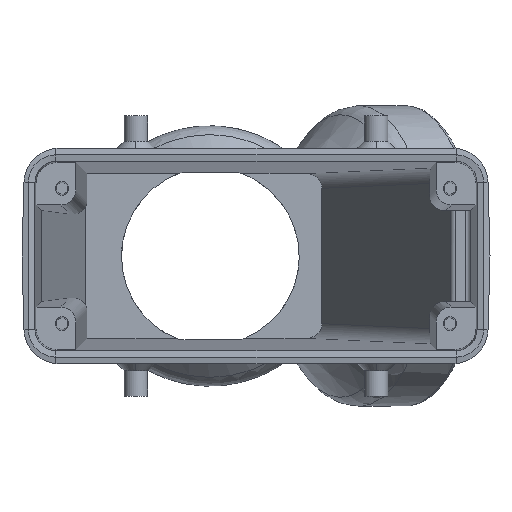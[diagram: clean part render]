
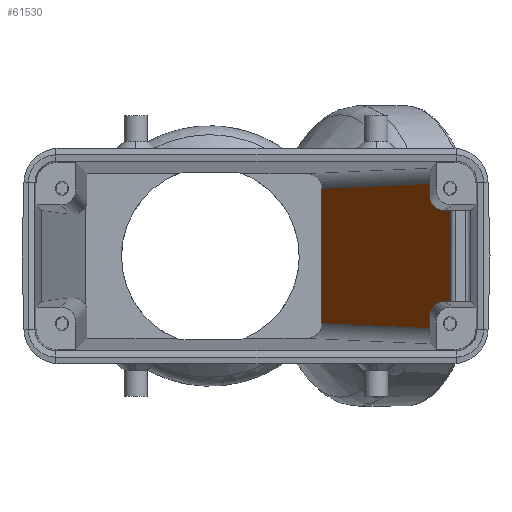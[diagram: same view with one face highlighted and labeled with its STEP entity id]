
A CAD part, front view. The second image highlights one B-rep face of the part: STEP entity #61530.
In plain terms, the highlighted planar face has unit normal (-0.887, -0.462, 0).
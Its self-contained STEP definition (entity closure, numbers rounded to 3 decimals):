
#11230=CARTESIAN_POINT('',(89.594,144.108,
-5.047));
#11240=VERTEX_POINT('',#11230);
#11270=CARTESIAN_POINT('',(89.594,144.108,0.));
#11280=DIRECTION('',(0.,0.,-1.));
#11290=VECTOR('',#11280,1.);
#11300=LINE('',#11270,#11290);
#11310=CARTESIAN_POINT('',(89.594,144.108,
-2.515));
#11320=VERTEX_POINT('',#11310);
#11330=EDGE_CURVE('',#11320,#11240,#11300,.T.);
#15430=CARTESIAN_POINT('',(89.594,144.108,
-28.953));
#15440=VERTEX_POINT('',#15430);
#15470=CARTESIAN_POINT('',(92.735,138.074,
-29.095));
#15480=DIRECTION('',(-0.887,-0.462,-0.));
#15490=DIRECTION('',(-0.462,0.887,
0.026));
#15500=AXIS2_PLACEMENT_3D('',#15470,#15480,#15490);
#15510=ELLIPSE('',#15500,6.805,3.);
#15520=CARTESIAN_POINT('',(92.733,138.077,
-26.094));
#15530=VERTEX_POINT('',#15520);
#15540=EDGE_CURVE('',#15530,#15440,#15510,.T.);
#25570=CARTESIAN_POINT('',(89.508,144.273,
-31.481));
#25580=DIRECTION('',(-0.462,0.887,
0.021));
#25590=VECTOR('',#25580,1.);
#25600=LINE('',#25570,#25590);
#25610=CARTESIAN_POINT('',(89.594,144.108,
-31.485));
#25620=VERTEX_POINT('',#25610);
#25630=CARTESIAN_POINT('',(68.017,185.557,-30.52)
);
#25640=VERTEX_POINT('',#25630);
#25650=EDGE_CURVE('',#25620,#25640,#25600,.T.);
#27760=CARTESIAN_POINT('',(89.594,144.108,0.));
#27770=DIRECTION('',(0.,0.,-1.));
#27780=VECTOR('',#27770,1.);
#27790=LINE('',#27760,#27780);
#27800=EDGE_CURVE('',#15440,#25620,#27790,.T.);
#58200=CARTESIAN_POINT('',(93.765,136.095,
-7.86));
#58210=VERTEX_POINT('',#58200);
#58240=CARTESIAN_POINT('',(164.612,0.,-4.692));
#58250=DIRECTION('',(0.462,-0.887,
0.021));
#58260=VECTOR('',#58250,1.);
#58270=LINE('',#58240,#58260);
#58280=CARTESIAN_POINT('',(92.733,138.077,
-7.906));
#58290=VERTEX_POINT('',#58280);
#58300=EDGE_CURVE('',#58290,#58210,#58270,.T.);
#61060=CARTESIAN_POINT('',(67.948,185.69,
-32.205));
#61070=DIRECTION('',(-0.887,-0.462,-0.));
#61080=DIRECTION('',(-0.462,0.887,0.));
#61090=AXIS2_PLACEMENT_3D('',#61060,#61070,#61080);
#61100=PLANE('',#61090);
#61110=CARTESIAN_POINT('',(89.508,144.273,
-2.519));
#61120=DIRECTION('',(-0.462,0.887,
-0.021));
#61130=VECTOR('',#61120,1.);
#61140=LINE('',#61110,#61130);
#61150=CARTESIAN_POINT('',(68.017,185.557,-3.48
));
#61160=VERTEX_POINT('',#61150);
#61170=EDGE_CURVE('',#11320,#61160,#61140,.T.);
#61180=ORIENTED_EDGE('',*,*,#61170,.T.);
#61190=ORIENTED_EDGE('',*,*,#11330,.F.);
#61200=CARTESIAN_POINT('',(92.735,138.074,
-4.905));
#61210=DIRECTION('',(-0.887,-0.462,-0.));
#61220=DIRECTION('',(-0.462,0.887,
-0.026));
#61230=AXIS2_PLACEMENT_3D('',#61200,#61210,#61220);
#61240=ELLIPSE('',#61230,6.805,3.);
#61250=EDGE_CURVE('',#11240,#58290,#61240,.T.);
#61260=ORIENTED_EDGE('',*,*,#61250,.F.);
#61270=ORIENTED_EDGE('',*,*,#58300,.F.);
#61280=CARTESIAN_POINT('',(93.765,136.095,
-25.348));
#61290=DIRECTION('',(0.,0.,1.));
#61300=VECTOR('',#61290,1.);
#61310=LINE('',#61280,#61300);
#61320=CARTESIAN_POINT('',(93.765,136.095,
-26.14));
#61330=VERTEX_POINT('',#61320);
#61340=EDGE_CURVE('',#61330,#58210,#61310,.T.);
#61350=ORIENTED_EDGE('',*,*,#61340,.T.);
#61360=CARTESIAN_POINT('',(164.612,0.,-29.308));
#61370=DIRECTION('',(-0.462,0.887,
0.021));
#61380=VECTOR('',#61370,1.);
#61390=LINE('',#61360,#61380);
#61400=EDGE_CURVE('',#61330,#15530,#61390,.T.);
#61410=ORIENTED_EDGE('',*,*,#61400,.F.);
#61420=ORIENTED_EDGE('',*,*,#15540,.F.);
#61430=ORIENTED_EDGE('',*,*,#27800,.F.);
#61440=ORIENTED_EDGE('',*,*,#25650,.F.);
#61450=CARTESIAN_POINT('',(68.017,185.557,0.));
#61460=DIRECTION('',(-0.,0.,1.));
#61470=VECTOR('',#61460,1.);
#61480=LINE('',#61450,#61470);
#61490=EDGE_CURVE('',#25640,#61160,#61480,.T.);
#61500=ORIENTED_EDGE('',*,*,#61490,.F.);
#61510=EDGE_LOOP('',(#61500,#61440,#61430,#61420,#61410,#61350,#61270,
#61260,#61190,#61180));
#61520=FACE_OUTER_BOUND('',#61510,.T.);
#61530=ADVANCED_FACE('',(#61520),#61100,.T.);
